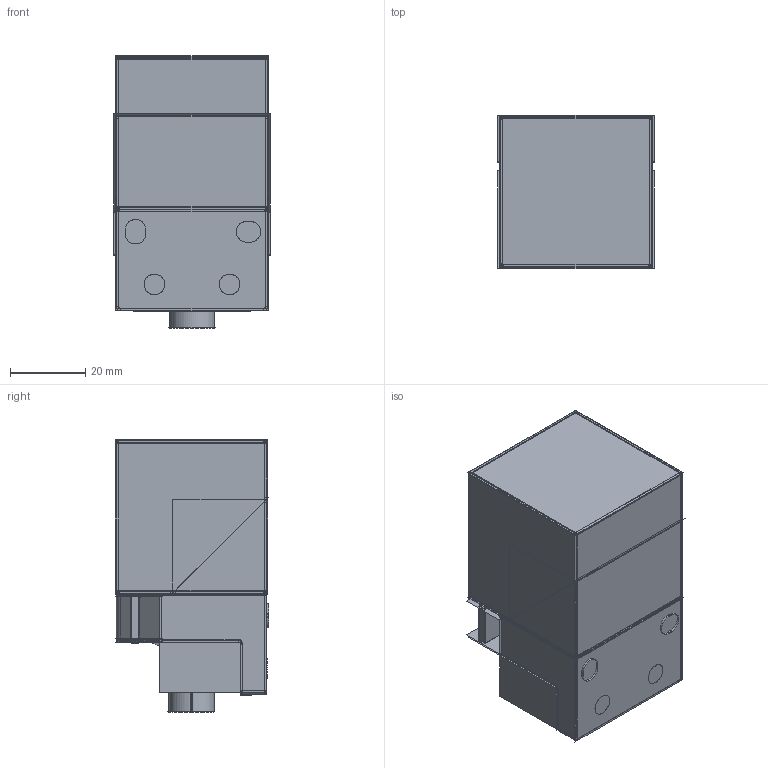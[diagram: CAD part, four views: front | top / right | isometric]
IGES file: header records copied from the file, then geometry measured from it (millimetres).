
Start section:  PTC IGES file: varikontl_d000265c_asm.igs
Global section: file name: varikontl_d000265c_asm.igs; native system: Pro/ENGINEER by Parametric Technology Corporation; preprocessor: 2005290; author: Pepperl+Fuchs; organization: Unknown; date: 060103.115817; units: millimetre
Bounding box: 41.6 x 40.84 x 72.45 mm (x, y, z)
Volume: 84532.5 mm3; surface area: 99317.9 mm2
Topology: 3 solids, 3 shells, 348 faces, 1853 edges, 2388 vertices
Faces by surface type: revolution 230, bspline 118
